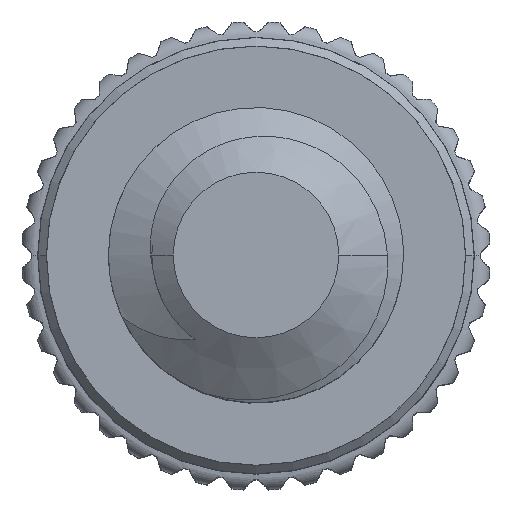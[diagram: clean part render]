
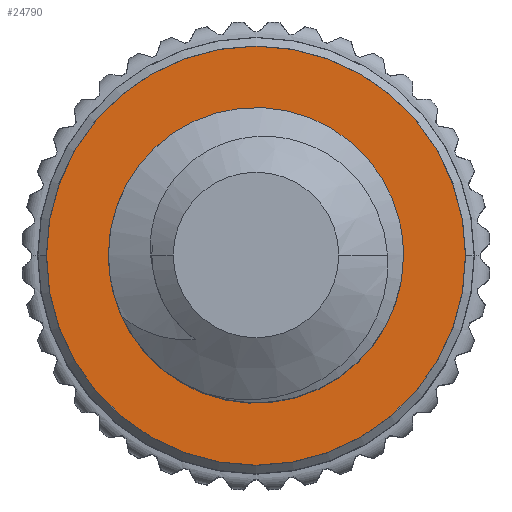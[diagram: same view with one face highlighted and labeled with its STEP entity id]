
A CAD part, top view. The second image highlights one B-rep face of the part: STEP entity #24790.
In plain terms, the highlighted planar face has unit normal (0, 0, 1).
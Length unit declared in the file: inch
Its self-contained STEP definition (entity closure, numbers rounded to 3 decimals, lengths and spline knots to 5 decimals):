
#448 = CARTESIAN_POINT ( 'NONE',  ( 0.04135, 0.04877, -1.5 ) ) ;
#1223 = VERTEX_POINT ( 'NONE', #15057 ) ;
#1869 = CARTESIAN_POINT ( 'NONE',  ( -0.04834, 0.04923, -1.5 ) ) ;
#2213 = B_SPLINE_CURVE_WITH_KNOTS ( 'NONE', 3,
 ( #7872, #2634, #37198, #19883, #22932, #25455, #10828, #31314, #10947, #31190, #22696, #20121, #2384, #31566 ),
 .UNSPECIFIED., .F., .F.,
 ( 4, 2, 2, 2, 2, 2, 4 ),
 ( 0., 0.00089, 0.00178, 0.00222, 0.00267, 0.00311, 0.00356 ),
 .UNSPECIFIED. ) ;
#2384 = CARTESIAN_POINT ( 'NONE',  ( -0.052, 0.0446, -1.5 ) ) ;
#2581 = DIRECTION ( 'NONE',  ( 0., 0., 1. ) ) ;
#2634 = CARTESIAN_POINT ( 'NONE',  ( -0.01169, -0.05058, -1.5 ) ) ;
#2759 = VERTEX_POINT ( 'NONE', #15049 ) ;
#2977 = CARTESIAN_POINT ( 'NONE',  ( 0.00588, 0.06833, -1.5 ) ) ;
#3549 = CARTESIAN_POINT ( 'NONE',  ( 0., -0.0487, -1.5 ) ) ;
#4450 = CARTESIAN_POINT ( 'NONE',  ( 0., 0., -1.5 ) ) ;
#4501 = CARTESIAN_POINT ( 'NONE',  ( 0., 0., -1.5 ) ) ;
#5752 = B_SPLINE_CURVE_WITH_KNOTS ( 'NONE', 3,
 ( #35338, #2977, #32670, #9209, #14882, #448, #23880, #17681, #26783, #29579, #32285, #11785, #12170, #12040, #32540, #15251 ),
 .UNSPECIFIED., .F., .F.,
 ( 4, 2, 2, 2, 2, 2, 2, 4 ),
 ( 0., 0.00044, 0.00089, 0.00178, 0.00222, 0.00267, 0.00311, 0.00355 ),
 .UNSPECIFIED. ) ;
#6909 = EDGE_CURVE ( 'NONE', #2759, #8725, #36154, .T. ) ;
#7676 = DIRECTION ( 'NONE',  ( 0., 0., 1. ) ) ;
#7872 = CARTESIAN_POINT ( 'NONE',  ( 0., -0.0487, -1.5 ) ) ;
#7877 = VERTEX_POINT ( 'NONE', #13169 ) ;
#8316 = CARTESIAN_POINT ( 'NONE',  ( 0., 0., -1.5 ) ) ;
#8725 = VERTEX_POINT ( 'NONE', #11791 ) ;
#9209 = CARTESIAN_POINT ( 'NONE',  ( 0.02239, 0.06248, -1.5 ) ) ;
#10376 = DIRECTION ( 'NONE',  ( 1., 0., 0. ) ) ;
#10816 = AXIS2_PLACEMENT_3D ( 'NONE', #8316, #31635, #17282 ) ;
#10828 = CARTESIAN_POINT ( 'NONE',  ( -0.06135, -0.00599, -1.5 ) ) ;
#10947 = CARTESIAN_POINT ( 'NONE',  ( -0.06309, 0.01154, -1.5 ) ) ;
#10999 = EDGE_LOOP ( 'NONE', ( #35922, #17111, #16653, #20063 ) ) ;
#11785 = CARTESIAN_POINT ( 'NONE',  ( 0.05234, -0.0122, -1.5 ) ) ;
#11791 = CARTESIAN_POINT ( 'NONE',  ( -0.09796, 0., -1.5 ) ) ;
#12040 = CARTESIAN_POINT ( 'NONE',  ( 0.04312, -0.02719, -1.5 ) ) ;
#12170 = CARTESIAN_POINT ( 'NONE',  ( 0.04983, -0.01748, -1.5 ) ) ;
#13169 = CARTESIAN_POINT ( 'NONE',  ( 0., 0.069, -1.5 ) ) ;
#13822 = VERTEX_POINT ( 'NONE', #1869 ) ;
#14387 = AXIS2_PLACEMENT_3D ( 'NONE', #31769, #2581, #20064 ) ;
#14882 = CARTESIAN_POINT ( 'NONE',  ( 0.02753, 0.05951, -1.5 ) ) ;
#15049 = CARTESIAN_POINT ( 'NONE',  ( 0.09796, 0., -1.5 ) ) ;
#15057 = CARTESIAN_POINT ( 'NONE',  ( 0.03412, -0.03475, -1.5 ) ) ;
#15251 = CARTESIAN_POINT ( 'NONE',  ( 0.03412, -0.03475, -1.5 ) ) ;
#16016 = FACE_OUTER_BOUND ( 'NONE', #24907, .T. ) ;
#16330 = DIRECTION ( 'NONE',  ( 0., 0., -1. ) ) ;
#16653 = ORIENTED_EDGE ( 'NONE', *, *, #26656, .T. ) ;
#16947 = FACE_BOUND ( 'NONE', #10999, .T. ) ;
#17111 = ORIENTED_EDGE ( 'NONE', *, *, #32455, .T. ) ;
#17282 = DIRECTION ( 'NONE',  ( -1., 0., 0. ) ) ;
#17681 = CARTESIAN_POINT ( 'NONE',  ( 0.05477, 0.0225, -1.5 ) ) ;
#18676 = AXIS2_PLACEMENT_3D ( 'NONE', #4450, #16330, #33626 ) ;
#19346 = ORIENTED_EDGE ( 'NONE', *, *, #36740, .T. ) ;
#19883 = CARTESIAN_POINT ( 'NONE',  ( -0.04432, -0.03688, -1.5 ) ) ;
#20063 = ORIENTED_EDGE ( 'NONE', *, *, #31483, .T. ) ;
#20064 = DIRECTION ( 'NONE',  ( -1., 0., 0. ) ) ;
#20121 = CARTESIAN_POINT ( 'NONE',  ( -0.05507, 0.03952, -1.5 ) ) ;
#21886 = CIRCLE ( 'NONE', #35952, 0.069 ) ;
#22096 = VERTEX_POINT ( 'NONE', #3549 ) ;
#22696 = CARTESIAN_POINT ( 'NONE',  ( -0.05982, 0.02885, -1.5 ) ) ;
#22932 = CARTESIAN_POINT ( 'NONE',  ( -0.05226, -0.02769, -1.5 ) ) ;
#23880 = CARTESIAN_POINT ( 'NONE',  ( 0.04868, 0.03892, -1.5 ) ) ;
#24790 = ADVANCED_FACE ( 'NONE', ( #16016, #16947 ), #37338, .F. ) ;
#24907 = EDGE_LOOP ( 'NONE', ( #19346, #28994 ) ) ;
#25455 = CARTESIAN_POINT ( 'NONE',  ( -0.05968, -0.0116, -1.5 ) ) ;
#26479 = EDGE_CURVE ( 'NONE', #7877, #13822, #21886, .T. ) ;
#26656 = EDGE_CURVE ( 'NONE', #1223, #22096, #33723, .T. ) ;
#26783 = CARTESIAN_POINT ( 'NONE',  ( 0.05592, 0.01675, -1.5 ) ) ;
#27570 = AXIS2_PLACEMENT_3D ( 'NONE', #28633, #28758, #28899 ) ;
#28633 = CARTESIAN_POINT ( 'NONE',  ( 0., 0., -1.5 ) ) ;
#28758 = DIRECTION ( 'NONE',  ( 0., 0., -1. ) ) ;
#28899 = DIRECTION ( 'NONE',  ( -1., 0., 0. ) ) ;
#28994 = ORIENTED_EDGE ( 'NONE', *, *, #6909, .T. ) ;
#29579 = CARTESIAN_POINT ( 'NONE',  ( 0.05636, 0.00496, -1.5 ) ) ;
#30226 = CIRCLE ( 'NONE', #10816, 0.09796 ) ;
#31190 = CARTESIAN_POINT ( 'NONE',  ( -0.06148, 0.02312, -1.5 ) ) ;
#31314 = CARTESIAN_POINT ( 'NONE',  ( -0.06307, 0.00562, -1.5 ) ) ;
#31483 = EDGE_CURVE ( 'NONE', #22096, #13822, #2213, .T. ) ;
#31566 = CARTESIAN_POINT ( 'NONE',  ( -0.04834, 0.04923, -1.5 ) ) ;
#31635 = DIRECTION ( 'NONE',  ( 0., 0., 1. ) ) ;
#31769 = CARTESIAN_POINT ( 'NONE',  ( 0., 0., -1.5 ) ) ;
#32285 = CARTESIAN_POINT ( 'NONE',  ( 0.05565, -0.00084, -1.5 ) ) ;
#32455 = EDGE_CURVE ( 'NONE', #7877, #1223, #5752, .T. ) ;
#32540 = CARTESIAN_POINT ( 'NONE',  ( 0.03902, -0.03141, -1.5 ) ) ;
#32670 = CARTESIAN_POINT ( 'NONE',  ( 0.01153, 0.06689, -1.5 ) ) ;
#33626 = DIRECTION ( 'NONE',  ( 1., 0., 0. ) ) ;
#33723 = CIRCLE ( 'NONE', #18676, 0.0487 ) ;
#35338 = CARTESIAN_POINT ( 'NONE',  ( 0., 0.069, -1.5 ) ) ;
#35922 = ORIENTED_EDGE ( 'NONE', *, *, #26479, .F. ) ;
#35952 = AXIS2_PLACEMENT_3D ( 'NONE', #4501, #7676, #10376 ) ;
#36154 = CIRCLE ( 'NONE', #14387, 0.09796 ) ;
#36740 = EDGE_CURVE ( 'NONE', #8725, #2759, #30226, .T. ) ;
#37198 = CARTESIAN_POINT ( 'NONE',  ( -0.02368, -0.04845, -1.5 ) ) ;
#37338 = PLANE ( 'NONE',  #27570 ) ;
